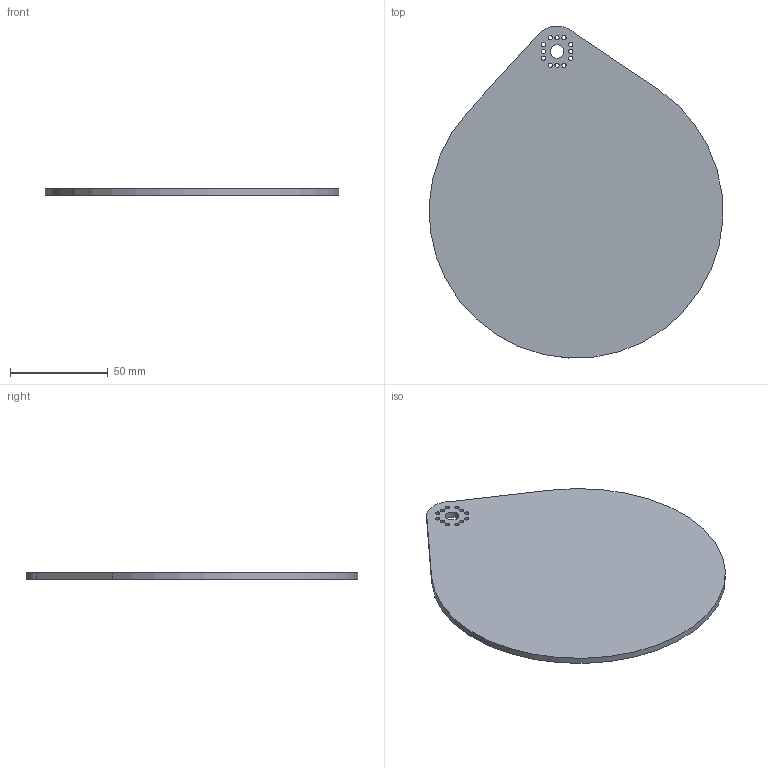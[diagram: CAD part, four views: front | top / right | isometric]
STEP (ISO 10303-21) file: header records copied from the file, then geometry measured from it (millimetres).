
FILE_DESCRIPTION(/* description */ (''),/* implementation_level */ '2;1');
FILE_NAME(/* name */ 'motorizedAttachementBottomDisk.stp',/* time_stamp */ '2023-01-13T15:50:40+02:00',/* author */ ('iraklisrigakis'),/* organization */ (''),/* preprocessor_version */ 'ST-DEVELOPER v16.1',/* originating_system */ 'Autodesk Inventor 2016',/* authorisation */ '');
FILE_SCHEMA (('AUTOMOTIVE_DESIGN { 1 0 10303 214 3 1 1 }'));
Length unit declared in the file: millimetre
Products named in the file (1): motorizedAttachementBottomDisk
Bounding box: 149.79 x 169.39 x 3.2 mm (x, y, z)
Volume: 58898.4 mm3; surface area: 38703.1 mm2
Topology: 1 solids, 1 shells, 31 faces, 75 edges, 46 vertices
Faces by surface type: cylinder 15, cone 12, plane 4
Full cylindrical faces by diameter (mm): 2.2 x12, 7 x1
Entity records: 866 total; most frequent: DIRECTION 156, CARTESIAN_POINT 128, ORIENTED_EDGE 100, EDGE_LOOP 82, AXIS2_PLACEMENT_3D 74, FACE_BOUND 51, EDGE_CURVE 50, VERTEX_POINT 46
